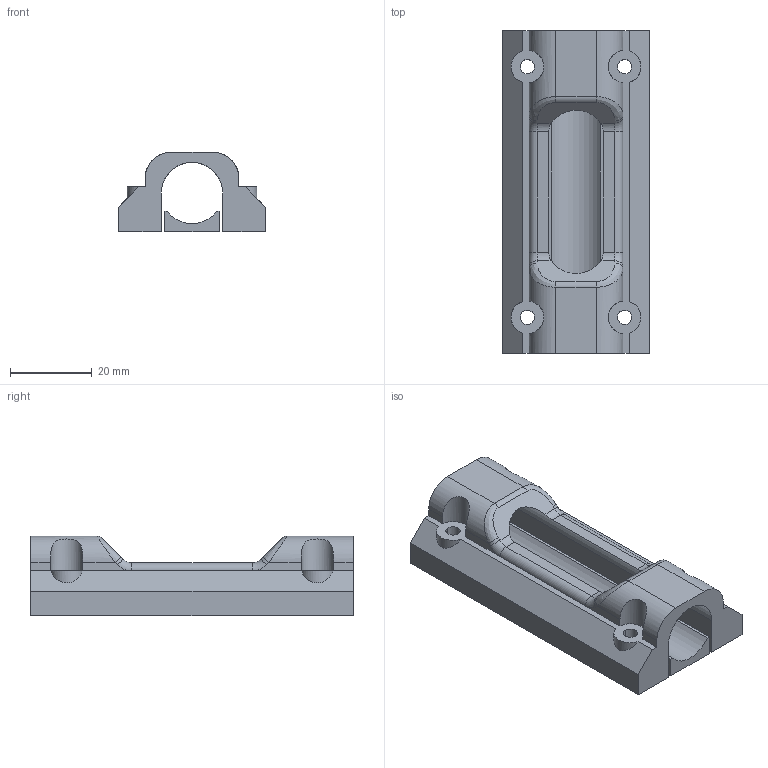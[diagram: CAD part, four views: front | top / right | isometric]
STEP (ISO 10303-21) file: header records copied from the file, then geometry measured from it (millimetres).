
FILE_DESCRIPTION (( 'STEP AP203' ), '1' );
FILE_NAME ('Cover and Tray.STEP', '2018-03-13T17:39:04', ( '' ), ( '' ), 'SwSTEP 2.0', 'SolidWorks 2017', '' );
FILE_SCHEMA (( 'CONFIG_CONTROL_DESIGN' ));
Length unit declared in the file: millimetre
Products named in the file (1): Cover and Tray
Bounding box: 36 x 79 x 19.5 mm (x, y, z)
Volume: 23802.4 mm3; surface area: 13042.9 mm2
Topology: 2 solids, 2 shells, 75 faces, 196 edges, 124 vertices
Faces by surface type: cylinder 34, plane 33, bspline 4, torus 4
Entity records: 2689 total; most frequent: CARTESIAN_POINT 778, ORIENTED_EDGE 392, DIRECTION 374, EDGE_CURVE 196, AXIS2_PLACEMENT_3D 128, VERTEX_POINT 124, LINE 118, VECTOR 118
